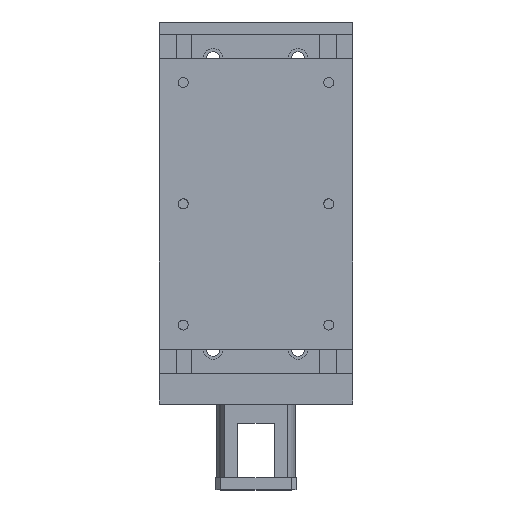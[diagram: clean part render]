
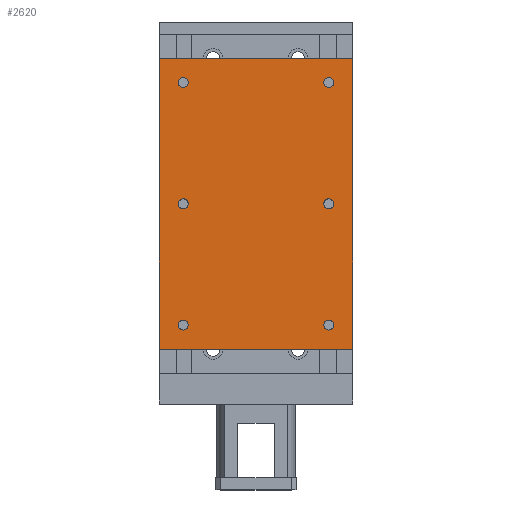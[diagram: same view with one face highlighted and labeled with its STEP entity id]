
A CAD part, top view. The second image highlights one B-rep face of the part: STEP entity #2620.
In plain terms, the highlighted planar face has unit normal (0, 0, 1).
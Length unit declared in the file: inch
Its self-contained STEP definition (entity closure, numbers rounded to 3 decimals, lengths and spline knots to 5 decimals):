
#1818=CARTESIAN_POINT('',(-1.3965,-1.5,0.45538));
#1819=VERTEX_POINT('',#1818);
#1835=CARTESIAN_POINT('',(-1.6035,-1.5,0.45538));
#1836=VERTEX_POINT('',#1835);
#1843=CARTESIAN_POINT('',(-1.5,-1.5,0.45538));
#1844=DIRECTION('',(0.0,0.0,-1.0));
#1845=DIRECTION('',(1.0,0.0,0.0));
#1846=AXIS2_PLACEMENT_3D('',#1843,#1844,#1845);
#1847=CIRCLE('',#1846,0.1035);
#1848=EDGE_CURVE('',#1819,#1836,#1847,.T.);
#1881=CARTESIAN_POINT('',(1.6035,3.5,0.45538));
#1882=VERTEX_POINT('',#1881);
#1898=CARTESIAN_POINT('',(1.3965,3.5,0.45538));
#1899=VERTEX_POINT('',#1898);
#1906=CARTESIAN_POINT('',(1.5,3.5,0.45538));
#1907=DIRECTION('',(0.0,0.0,-1.0));
#1908=DIRECTION('',(1.0,0.0,0.0));
#1909=AXIS2_PLACEMENT_3D('',#1906,#1907,#1908);
#1910=CIRCLE('',#1909,0.1035);
#1911=EDGE_CURVE('',#1882,#1899,#1910,.T.);
#1944=CARTESIAN_POINT('',(1.6035,-1.5,0.45538));
#1945=VERTEX_POINT('',#1944);
#1961=CARTESIAN_POINT('',(1.3965,-1.5,0.45538));
#1962=VERTEX_POINT('',#1961);
#1969=CARTESIAN_POINT('',(1.5,-1.5,0.45538));
#1970=DIRECTION('',(0.0,0.0,-1.0));
#1971=DIRECTION('',(1.0,0.0,0.0));
#1972=AXIS2_PLACEMENT_3D('',#1969,#1970,#1971);
#1973=CIRCLE('',#1972,0.1035);
#1974=EDGE_CURVE('',#1945,#1962,#1973,.T.);
#2007=CARTESIAN_POINT('',(-1.3965,1.,0.45538));
#2008=VERTEX_POINT('',#2007);
#2024=CARTESIAN_POINT('',(-1.6035,1.,0.45538));
#2025=VERTEX_POINT('',#2024);
#2032=CARTESIAN_POINT('',(-1.5,1.,0.45538));
#2033=DIRECTION('',(0.0,0.0,-1.0));
#2034=DIRECTION('',(1.0,0.0,0.0));
#2035=AXIS2_PLACEMENT_3D('',#2032,#2033,#2034);
#2036=CIRCLE('',#2035,0.1035);
#2037=EDGE_CURVE('',#2008,#2025,#2036,.T.);
#2070=CARTESIAN_POINT('',(1.6035,1.,0.45538));
#2071=VERTEX_POINT('',#2070);
#2087=CARTESIAN_POINT('',(1.3965,1.,0.45538));
#2088=VERTEX_POINT('',#2087);
#2095=CARTESIAN_POINT('',(1.5,1.,0.45538));
#2096=DIRECTION('',(0.0,0.0,-1.0));
#2097=DIRECTION('',(1.0,0.0,0.0));
#2098=AXIS2_PLACEMENT_3D('',#2095,#2096,#2097);
#2099=CIRCLE('',#2098,0.1035);
#2100=EDGE_CURVE('',#2071,#2088,#2099,.T.);
#2133=CARTESIAN_POINT('',(-1.3965,3.5,0.45538));
#2134=VERTEX_POINT('',#2133);
#2150=CARTESIAN_POINT('',(-1.6035,3.5,0.45538));
#2151=VERTEX_POINT('',#2150);
#2158=CARTESIAN_POINT('',(-1.5,3.5,0.45538));
#2159=DIRECTION('',(0.0,0.0,-1.0));
#2160=DIRECTION('',(1.0,0.0,0.0));
#2161=AXIS2_PLACEMENT_3D('',#2158,#2159,#2160);
#2162=CIRCLE('',#2161,0.1035);
#2163=EDGE_CURVE('',#2134,#2151,#2162,.T.);
#2195=CARTESIAN_POINT('',(-1.5,3.5,0.45538));
#2196=DIRECTION('',(0.0,0.0,-1.0));
#2197=DIRECTION('',(1.0,0.0,0.0));
#2198=AXIS2_PLACEMENT_3D('',#2195,#2196,#2197);
#2199=CIRCLE('',#2198,0.1035);
#2200=EDGE_CURVE('',#2151,#2134,#2199,.T.);
#2240=CARTESIAN_POINT('',(1.5,1.,0.45538));
#2241=DIRECTION('',(0.0,0.0,-1.0));
#2242=DIRECTION('',(1.0,0.0,0.0));
#2243=AXIS2_PLACEMENT_3D('',#2240,#2241,#2242);
#2244=CIRCLE('',#2243,0.1035);
#2245=EDGE_CURVE('',#2088,#2071,#2244,.T.);
#2285=CARTESIAN_POINT('',(-1.5,1.,0.45538));
#2286=DIRECTION('',(0.0,0.0,-1.0));
#2287=DIRECTION('',(1.0,0.0,0.0));
#2288=AXIS2_PLACEMENT_3D('',#2285,#2286,#2287);
#2289=CIRCLE('',#2288,0.1035);
#2290=EDGE_CURVE('',#2025,#2008,#2289,.T.);
#2330=CARTESIAN_POINT('',(1.5,-1.5,0.45538));
#2331=DIRECTION('',(0.0,0.0,-1.0));
#2332=DIRECTION('',(1.0,0.0,0.0));
#2333=AXIS2_PLACEMENT_3D('',#2330,#2331,#2332);
#2334=CIRCLE('',#2333,0.1035);
#2335=EDGE_CURVE('',#1962,#1945,#2334,.T.);
#2375=CARTESIAN_POINT('',(1.5,3.5,0.45538));
#2376=DIRECTION('',(0.0,0.0,-1.0));
#2377=DIRECTION('',(1.0,0.0,0.0));
#2378=AXIS2_PLACEMENT_3D('',#2375,#2376,#2377);
#2379=CIRCLE('',#2378,0.1035);
#2380=EDGE_CURVE('',#1899,#1882,#2379,.T.);
#2420=CARTESIAN_POINT('',(-1.5,-1.5,0.45538));
#2421=DIRECTION('',(0.0,0.0,-1.0));
#2422=DIRECTION('',(1.0,0.0,0.0));
#2423=AXIS2_PLACEMENT_3D('',#2420,#2421,#2422);
#2424=CIRCLE('',#2423,0.1035);
#2425=EDGE_CURVE('',#1836,#1819,#2424,.T.);
#2443=CARTESIAN_POINT('',(-2.,4.,0.45538));
#2444=VERTEX_POINT('',#2443);
#2453=CARTESIAN_POINT('',(2.,4.,0.45538));
#2454=VERTEX_POINT('',#2453);
#2455=CARTESIAN_POINT('',(2.,4.,0.45538));
#2456=DIRECTION('',(-1.0,0.0,0.0));
#2457=VECTOR('',#2456,4.);
#2458=LINE('',#2455,#2457);
#2459=EDGE_CURVE('',#2454,#2444,#2458,.T.);
#2547=CARTESIAN_POINT('',(2.0,-2.0,0.45538));
#2548=VERTEX_POINT('',#2547);
#2549=CARTESIAN_POINT('',(2.0,-2.0,0.45538));
#2550=DIRECTION('',(0.0,1.0,0.0));
#2551=VECTOR('',#2550,6.);
#2552=LINE('',#2549,#2551);
#2553=EDGE_CURVE('',#2548,#2454,#2552,.T.);
#2573=CARTESIAN_POINT('',(2.0,-2.0,0.45538));
#2574=DIRECTION('',(0.0,0.0,1.0));
#2575=DIRECTION('',(1.0,0.0,0.0));
#2576=AXIS2_PLACEMENT_3D('',#2573,#2574,#2575);
#2577=PLANE('',#2576);
#2578=CARTESIAN_POINT('',(-2.0,-2.0,0.45538));
#2579=VERTEX_POINT('',#2578);
#2580=CARTESIAN_POINT('',(-2.0,-2.0,0.45538));
#2581=DIRECTION('',(0.0,1.0,0.0));
#2582=VECTOR('',#2581,6.);
#2583=LINE('',#2580,#2582);
#2584=EDGE_CURVE('',#2579,#2444,#2583,.T.);
#2585=ORIENTED_EDGE('',*,*,#2584,.F.);
#2586=CARTESIAN_POINT('',(2.0,-2.0,0.45538));
#2587=DIRECTION('',(-1.0,0.0,0.0));
#2588=VECTOR('',#2587,4.0);
#2589=LINE('',#2586,#2588);
#2590=EDGE_CURVE('',#2548,#2579,#2589,.T.);
#2591=ORIENTED_EDGE('',*,*,#2590,.F.);
#2592=ORIENTED_EDGE('',*,*,#2553,.T.);
#2593=ORIENTED_EDGE('',*,*,#2459,.T.);
#2594=EDGE_LOOP('',(#2585,#2591,#2592,#2593));
#2595=FACE_OUTER_BOUND('',#2594,.T.);
#2596=ORIENTED_EDGE('',*,*,#2163,.T.);
#2597=ORIENTED_EDGE('',*,*,#2200,.T.);
#2598=EDGE_LOOP('',(#2596,#2597));
#2599=FACE_BOUND('',#2598,.T.);
#2600=ORIENTED_EDGE('',*,*,#2100,.T.);
#2601=ORIENTED_EDGE('',*,*,#2245,.T.);
#2602=EDGE_LOOP('',(#2600,#2601));
#2603=FACE_BOUND('',#2602,.T.);
#2604=ORIENTED_EDGE('',*,*,#2037,.T.);
#2605=ORIENTED_EDGE('',*,*,#2290,.T.);
#2606=EDGE_LOOP('',(#2604,#2605));
#2607=FACE_BOUND('',#2606,.T.);
#2608=ORIENTED_EDGE('',*,*,#1974,.T.);
#2609=ORIENTED_EDGE('',*,*,#2335,.T.);
#2610=EDGE_LOOP('',(#2608,#2609));
#2611=FACE_BOUND('',#2610,.T.);
#2612=ORIENTED_EDGE('',*,*,#1911,.T.);
#2613=ORIENTED_EDGE('',*,*,#2380,.T.);
#2614=EDGE_LOOP('',(#2612,#2613));
#2615=FACE_BOUND('',#2614,.T.);
#2616=ORIENTED_EDGE('',*,*,#1848,.T.);
#2617=ORIENTED_EDGE('',*,*,#2425,.T.);
#2618=EDGE_LOOP('',(#2616,#2617));
#2619=FACE_BOUND('',#2618,.T.);
#2620=ADVANCED_FACE('',(#2595,#2599,#2603,#2607,#2611,#2615,#2619),#2577,.T.);
